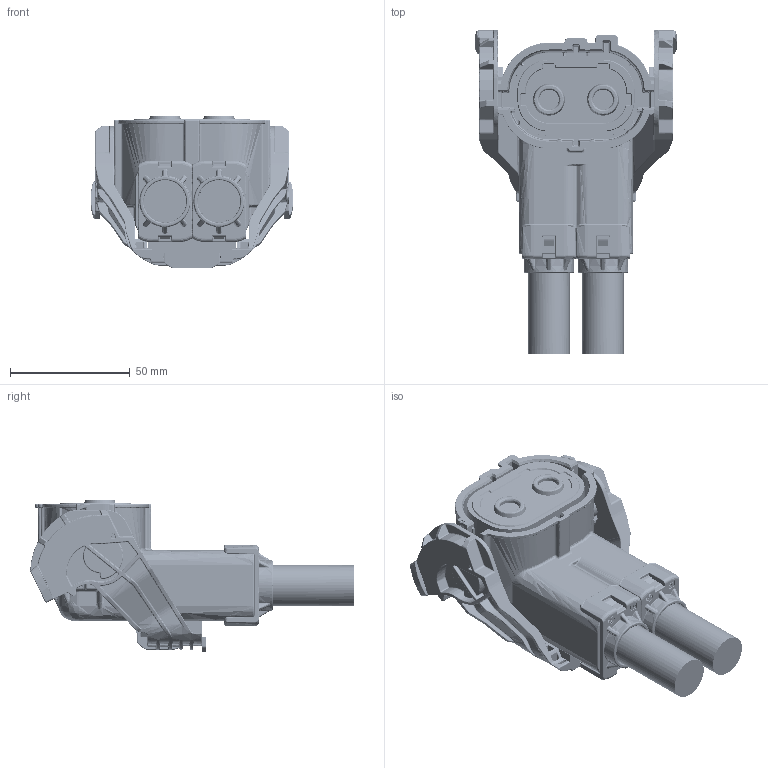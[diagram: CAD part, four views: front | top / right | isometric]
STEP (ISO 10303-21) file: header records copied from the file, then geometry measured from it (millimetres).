
FILE_DESCRIPTION(('FreeCAD Model'),'2;1');
FILE_NAME('Open CASCADE Shape Model','2025-05-04T08:10:37',('FreeCAD'),( 'FreeCAD'),'Open CASCADE STEP processor 7.6','FreeCAD','Unknown');
FILE_SCHEMA(('AUTOMOTIVE_DESIGN { 1 0 10303 214 1 1 1 1 }'));
Products named in the file (1): Open CASCADE STEP translator 7.6 1
Bounding box: 84.58 x 135.14 x 63.87 mm (x, y, z)
Volume: 187702.1 mm3; surface area: 82160 mm2
Topology: 2 solids, 25 shells, 7818 faces, 20610 edges, 12897 vertices
Faces by surface type: bspline 7818
Entity records: 275498 total; most frequent: CARTESIAN_POINT 157529, ORIENTED_EDGE 41072, EDGE_CURVE 20536, B_SPLINE_CURVE_WITH_KNOTS 15468, VERTEX_POINT 12897, FACE_BOUND 8013, EDGE_LOOP 8013, ADVANCED_FACE 7818
